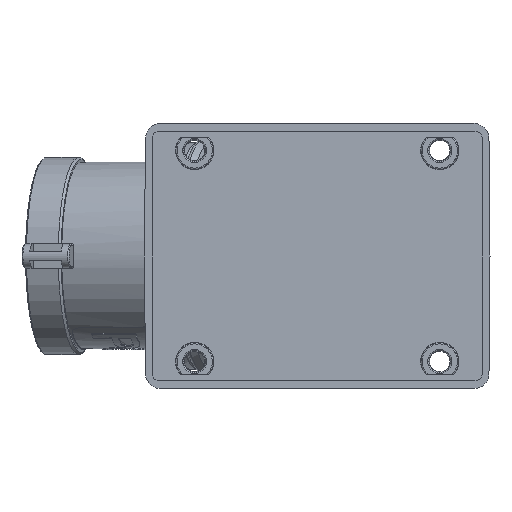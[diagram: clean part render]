
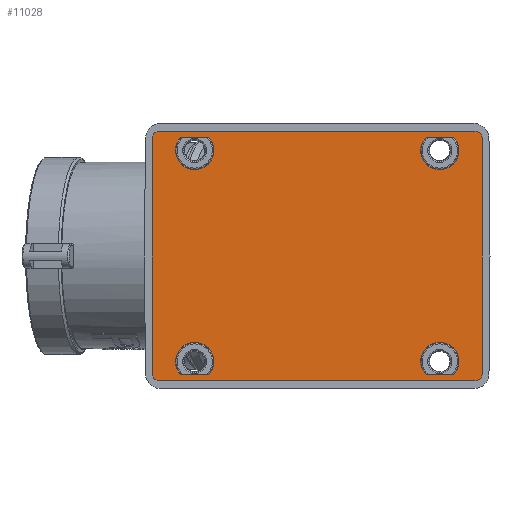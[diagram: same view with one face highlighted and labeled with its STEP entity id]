
A CAD part, front view. The second image highlights one B-rep face of the part: STEP entity #11028.
In plain terms, the highlighted planar face has unit normal (0, -1, 0).
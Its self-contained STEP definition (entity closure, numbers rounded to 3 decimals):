
#452 = DIRECTION ( 'NONE',  ( 0., 0., -1. ) ) ;
#601 = CARTESIAN_POINT ( 'NONE',  ( -55.542, -43.53, 66.029 ) ) ;
#683 = CIRCLE ( 'NONE', #14040, 1.9 ) ;
#1361 = CARTESIAN_POINT ( 'NONE',  ( -1.336, -43.53, 66.029 ) ) ;
#1720 = VERTEX_POINT ( 'NONE', #21915 ) ;
#1789 = DIRECTION ( 'NONE',  ( -1., 0., 0. ) ) ;
#1815 = DIRECTION ( 'NONE',  ( 0., -1., 0. ) ) ;
#1885 = DIRECTION ( 'NONE',  ( 0., 0., -1. ) ) ;
#2056 = CARTESIAN_POINT ( 'NONE',  ( -62.336, -43.53, 125.169 ) ) ;
#2330 = CIRCLE ( 'NONE', #16002, 4.75 ) ;
#2729 = VERTEX_POINT ( 'NONE', #3264 ) ;
#2820 = CARTESIAN_POINT ( 'NONE',  ( 5.458, -43.53, 125.169 ) ) ;
#2909 = VECTOR ( 'NONE', #12751, 1000. ) ;
#2996 = LINE ( 'NONE', #16730, #2909 ) ;
#3264 = CARTESIAN_POINT ( 'NONE',  ( -62.336, -43.53, 66.029 ) ) ;
#3314 = CARTESIAN_POINT ( 'NONE',  ( 10.761, -43.53, 126.699 ) ) ;
#4376 = CARTESIAN_POINT ( 'NONE',  ( -69.539, -43.53, 124.799 ) ) ;
#4453 = VECTOR ( 'NONE', #18302, 1000. ) ;
#4746 = LINE ( 'NONE', #20409, #4453 ) ;
#5053 = ORIENTED_EDGE ( 'NONE', *, *, #10014, .T. ) ;
#5115 = ORIENTED_EDGE ( 'NONE', *, *, #5710, .T. ) ;
#5147 = VERTEX_POINT ( 'NONE', #7816 ) ;
#5164 = ORIENTED_EDGE ( 'NONE', *, *, #10681, .F. ) ;
#5257 = EDGE_CURVE ( 'NONE', #13665, #12074, #26229, .T. ) ;
#5449 = ORIENTED_EDGE ( 'NONE', *, *, #6300, .F. ) ;
#5466 = VERTEX_POINT ( 'NONE', #2820 ) ;
#5608 = DIRECTION ( 'NONE',  ( 0., 1., 0. ) ) ;
#5710 = EDGE_CURVE ( 'NONE', #8671, #5466, #23739, .T. ) ;
#6170 = CARTESIAN_POINT ( 'NONE',  ( 10.761, -43.53, 124.799 ) ) ;
#6300 = EDGE_CURVE ( 'NONE', #22924, #25027, #21100, .T. ) ;
#6307 = CARTESIAN_POINT ( 'NONE',  ( -58.939, -43.53, 69.349 ) ) ;
#6346 = ORIENTED_EDGE ( 'NONE', *, *, #5257, .T. ) ;
#6455 = CARTESIAN_POINT ( 'NONE',  ( -55.542, -43.53, 125.169 ) ) ;
#6749 = AXIS2_PLACEMENT_3D ( 'NONE', #24299, #1815, #1885 ) ;
#6778 = VECTOR ( 'NONE', #1789, 1000. ) ;
#6925 = CARTESIAN_POINT ( 'NONE',  ( -58.939, -43.53, 121.849 ) ) ;
#7027 = CIRCLE ( 'NONE', #26373, 4.75 ) ;
#7084 = LINE ( 'NONE', #15857, #6778 ) ;
#7226 = EDGE_CURVE ( 'NONE', #23557, #1720, #16777, .T. ) ;
#7255 = ORIENTED_EDGE ( 'NONE', *, *, #12296, .F. ) ;
#7393 = ORIENTED_EDGE ( 'NONE', *, *, #15562, .T. ) ;
#7816 = CARTESIAN_POINT ( 'NONE',  ( -67.639, -43.53, 126.699 ) ) ;
#8127 = DIRECTION ( 'NONE',  ( 0., 0., 1. ) ) ;
#8310 = DIRECTION ( 'NONE',  ( 0., 0., -1. ) ) ;
#8405 = DIRECTION ( 'NONE',  ( 0., 0., 1. ) ) ;
#8428 = EDGE_CURVE ( 'NONE', #5466, #8671, #10159, .T. ) ;
#8570 = EDGE_LOOP ( 'NONE', ( #23723, #7393 ) ) ;
#8671 = VERTEX_POINT ( 'NONE', #17671 ) ;
#8864 = EDGE_LOOP ( 'NONE', ( #16085, #5053 ) ) ;
#8929 = CARTESIAN_POINT ( 'NONE',  ( 5.458, -43.53, 125.169 ) ) ;
#8948 = DIRECTION ( 'NONE',  ( 0., 0., 1. ) ) ;
#9155 = EDGE_LOOP ( 'NONE', ( #18079, #6346 ) ) ;
#9164 = EDGE_CURVE ( 'NONE', #11870, #12127, #7027, .T. ) ;
#9294 = EDGE_LOOP ( 'NONE', ( #25094, #7255, #5449, #14412, #23932, #17374, #5164, #14929 ) ) ;
#9821 = EDGE_CURVE ( 'NONE', #5147, #22924, #4746, .T. ) ;
#10014 = EDGE_CURVE ( 'NONE', #13964, #2729, #2996, .T. ) ;
#10139 = EDGE_LOOP ( 'NONE', ( #20414, #5115 ) ) ;
#10159 = CIRCLE ( 'NONE', #17096, 4.75 ) ;
#10362 = DIRECTION ( 'NONE',  ( 0., 1., 0. ) ) ;
#10462 = AXIS2_PLACEMENT_3D ( 'NONE', #24862, #12471, #452 ) ;
#10681 = EDGE_CURVE ( 'NONE', #21907, #12301, #683, .T. ) ;
#10866 = DIRECTION ( 'NONE',  ( 0., 1., 0. ) ) ;
#11028 = ADVANCED_FACE ( 'NONE', ( #25732, #26045, #25962, #26393, #25708 ), #26386, .T. ) ;
#11277 = CARTESIAN_POINT ( 'NONE',  ( -69.539, -43.53, 124.799 ) ) ;
#11309 = AXIS2_PLACEMENT_3D ( 'NONE', #11784, #26219, #13784 ) ;
#11690 = CARTESIAN_POINT ( 'NONE',  ( -69.539, -43.53, 66.399 ) ) ;
#11784 = CARTESIAN_POINT ( 'NONE',  ( -67.639, -43.53, 124.799 ) ) ;
#11870 = VERTEX_POINT ( 'NONE', #1361 ) ;
#12074 = VERTEX_POINT ( 'NONE', #6455 ) ;
#12088 = DIRECTION ( 'NONE',  ( 1., 0., 0. ) ) ;
#12127 = VERTEX_POINT ( 'NONE', #25251 ) ;
#12296 = EDGE_CURVE ( 'NONE', #25027, #23557, #21478, .T. ) ;
#12301 = VERTEX_POINT ( 'NONE', #11690 ) ;
#12303 = LINE ( 'NONE', #4376, #12453 ) ;
#12453 = VECTOR ( 'NONE', #8405, 1000. ) ;
#12471 = DIRECTION ( 'NONE',  ( 0., 1., 0. ) ) ;
#12620 = EDGE_CURVE ( 'NONE', #12074, #13665, #20395, .T. ) ;
#12751 = DIRECTION ( 'NONE',  ( -1., 0., 0. ) ) ;
#13665 = VERTEX_POINT ( 'NONE', #24118 ) ;
#13784 = DIRECTION ( 'NONE',  ( 0., 0., -1. ) ) ;
#13964 = VERTEX_POINT ( 'NONE', #601 ) ;
#13988 = CARTESIAN_POINT ( 'NONE',  ( 12.661, -43.53, 66.399 ) ) ;
#14040 = AXIS2_PLACEMENT_3D ( 'NONE', #22668, #10362, #24799 ) ;
#14412 = ORIENTED_EDGE ( 'NONE', *, *, #9821, .F. ) ;
#14929 = ORIENTED_EDGE ( 'NONE', *, *, #19450, .F. ) ;
#15005 = CARTESIAN_POINT ( 'NONE',  ( 12.661, -43.53, 124.799 ) ) ;
#15476 = DIRECTION ( 'NONE',  ( -1., 0., 0. ) ) ;
#15562 = EDGE_CURVE ( 'NONE', #12127, #11870, #7084, .T. ) ;
#15829 = VERTEX_POINT ( 'NONE', #11277 ) ;
#15857 = CARTESIAN_POINT ( 'NONE',  ( 5.458, -43.53, 66.029 ) ) ;
#16002 = AXIS2_PLACEMENT_3D ( 'NONE', #6307, #20551, #8310 ) ;
#16085 = ORIENTED_EDGE ( 'NONE', *, *, #16659, .T. ) ;
#16385 = LINE ( 'NONE', #25621, #16437 ) ;
#16437 = VECTOR ( 'NONE', #15476, 1000. ) ;
#16659 = EDGE_CURVE ( 'NONE', #2729, #13964, #2330, .T. ) ;
#16730 = CARTESIAN_POINT ( 'NONE',  ( -62.336, -43.53, 66.029 ) ) ;
#16777 = CIRCLE ( 'NONE', #10462, 1.9 ) ;
#17096 = AXIS2_PLACEMENT_3D ( 'NONE', #23178, #10866, #25264 ) ;
#17374 = ORIENTED_EDGE ( 'NONE', *, *, #20633, .F. ) ;
#17671 = CARTESIAN_POINT ( 'NONE',  ( -1.336, -43.53, 125.169 ) ) ;
#17735 = CARTESIAN_POINT ( 'NONE',  ( 2.061, -43.53, 69.349 ) ) ;
#18079 = ORIENTED_EDGE ( 'NONE', *, *, #12620, .T. ) ;
#18216 = EDGE_CURVE ( 'NONE', #15829, #5147, #21091, .T. ) ;
#18302 = DIRECTION ( 'NONE',  ( 1., 0., 0. ) ) ;
#18309 = AXIS2_PLACEMENT_3D ( 'NONE', #6925, #21211, #8948 ) ;
#19450 = EDGE_CURVE ( 'NONE', #1720, #21907, #16385, .T. ) ;
#19826 = DIRECTION ( 'NONE',  ( 0., 0., 1. ) ) ;
#20389 = DIRECTION ( 'NONE',  ( 0., 1., 0. ) ) ;
#20395 = CIRCLE ( 'NONE', #18309, 4.75 ) ;
#20409 = CARTESIAN_POINT ( 'NONE',  ( -67.639, -43.53, 126.699 ) ) ;
#20414 = ORIENTED_EDGE ( 'NONE', *, *, #8428, .T. ) ;
#20551 = DIRECTION ( 'NONE',  ( 0., 1., 0. ) ) ;
#20633 = EDGE_CURVE ( 'NONE', #12301, #15829, #12303, .T. ) ;
#21091 = CIRCLE ( 'NONE', #11309, 1.9 ) ;
#21100 = CIRCLE ( 'NONE', #23021, 1.9 ) ;
#21211 = DIRECTION ( 'NONE',  ( 0., 1., 0. ) ) ;
#21478 = LINE ( 'NONE', #21925, #21744 ) ;
#21550 = CARTESIAN_POINT ( 'NONE',  ( -67.639, -43.53, 64.499 ) ) ;
#21744 = VECTOR ( 'NONE', #23892, 1000. ) ;
#21907 = VERTEX_POINT ( 'NONE', #21550 ) ;
#21915 = CARTESIAN_POINT ( 'NONE',  ( 10.761, -43.53, 64.499 ) ) ;
#21925 = CARTESIAN_POINT ( 'NONE',  ( 12.661, -43.53, 124.799 ) ) ;
#22668 = CARTESIAN_POINT ( 'NONE',  ( -67.639, -43.53, 66.399 ) ) ;
#22924 = VERTEX_POINT ( 'NONE', #3314 ) ;
#23021 = AXIS2_PLACEMENT_3D ( 'NONE', #6170, #20389, #8127 ) ;
#23178 = CARTESIAN_POINT ( 'NONE',  ( 2.061, -43.53, 121.849 ) ) ;
#23314 = DIRECTION ( 'NONE',  ( 1., 0., 0. ) ) ;
#23557 = VERTEX_POINT ( 'NONE', #13988 ) ;
#23723 = ORIENTED_EDGE ( 'NONE', *, *, #9164, .T. ) ;
#23739 = LINE ( 'NONE', #8929, #24322 ) ;
#23892 = DIRECTION ( 'NONE',  ( 0., 0., -1. ) ) ;
#23932 = ORIENTED_EDGE ( 'NONE', *, *, #18216, .F. ) ;
#24118 = CARTESIAN_POINT ( 'NONE',  ( -62.336, -43.53, 125.169 ) ) ;
#24299 = CARTESIAN_POINT ( 'NONE',  ( 10.761, -43.53, 66.399 ) ) ;
#24322 = VECTOR ( 'NONE', #23314, 1000. ) ;
#24799 = DIRECTION ( 'NONE',  ( 0., 0., -1. ) ) ;
#24862 = CARTESIAN_POINT ( 'NONE',  ( 10.761, -43.53, 66.399 ) ) ;
#25027 = VERTEX_POINT ( 'NONE', #15005 ) ;
#25094 = ORIENTED_EDGE ( 'NONE', *, *, #7226, .F. ) ;
#25251 = CARTESIAN_POINT ( 'NONE',  ( 5.458, -43.53, 66.029 ) ) ;
#25264 = DIRECTION ( 'NONE',  ( 0., 0., -1. ) ) ;
#25621 = CARTESIAN_POINT ( 'NONE',  ( -67.639, -43.53, 64.499 ) ) ;
#25708 = FACE_OUTER_BOUND ( 'NONE', #9294, .T. ) ;
#25732 = FACE_BOUND ( 'NONE', #9155, .T. ) ;
#25962 = FACE_BOUND ( 'NONE', #8570, .T. ) ;
#26016 = VECTOR ( 'NONE', #12088, 1000. ) ;
#26045 = FACE_BOUND ( 'NONE', #8864, .T. ) ;
#26219 = DIRECTION ( 'NONE',  ( 0., 1., 0. ) ) ;
#26229 = LINE ( 'NONE', #2056, #26016 ) ;
#26373 = AXIS2_PLACEMENT_3D ( 'NONE', #17735, #5608, #19826 ) ;
#26386 = PLANE ( 'NONE',  #6749 ) ;
#26393 = FACE_BOUND ( 'NONE', #10139, .T. ) ;
